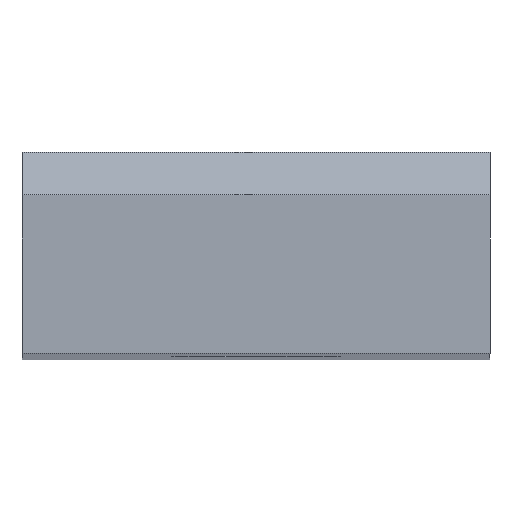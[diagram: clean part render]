
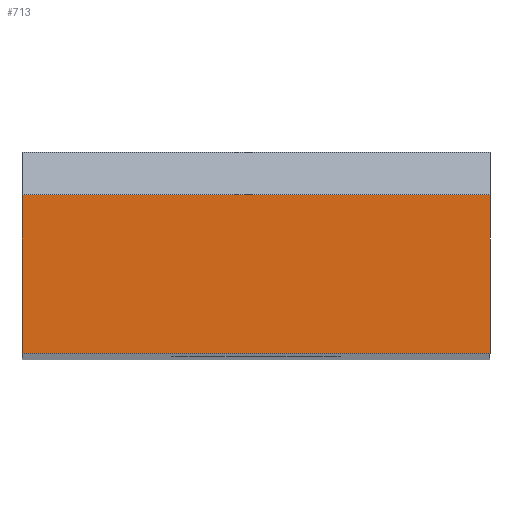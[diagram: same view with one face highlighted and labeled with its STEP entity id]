
A CAD part, top view. The second image highlights one B-rep face of the part: STEP entity #713.
In plain terms, the highlighted planar face has unit normal (0, 0, 1).
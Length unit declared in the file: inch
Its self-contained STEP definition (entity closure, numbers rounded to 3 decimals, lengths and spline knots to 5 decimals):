
#50=FACE_OUTER_BOUND('',#86,.T.);
#86=EDGE_LOOP('',(#600,#601,#602,#603));
#150=LINE('',#1075,#247);
#182=LINE('',#1137,#279);
#183=LINE('',#1140,#280);
#184=LINE('',#1141,#281);
#247=VECTOR('',#877,0.3937);
#279=VECTOR('',#933,0.3937);
#280=VECTOR('',#936,0.3937);
#281=VECTOR('',#937,0.3937);
#330=VERTEX_POINT('',#1072);
#331=VERTEX_POINT('',#1074);
#348=VERTEX_POINT('',#1132);
#350=VERTEX_POINT('',#1139);
#411=EDGE_CURVE('',#330,#331,#150,.T.);
#444=EDGE_CURVE('',#348,#331,#182,.T.);
#445=EDGE_CURVE('',#350,#348,#183,.T.);
#446=EDGE_CURVE('',#350,#330,#184,.T.);
#600=ORIENTED_EDGE('',*,*,#445,.T.);
#601=ORIENTED_EDGE('',*,*,#444,.T.);
#602=ORIENTED_EDGE('',*,*,#411,.F.);
#603=ORIENTED_EDGE('',*,*,#446,.F.);
#678=PLANE('',#772);
#713=ADVANCED_FACE('',(#50),#678,.T.);
#772=AXIS2_PLACEMENT_3D('',#1138,#934,#935);
#877=DIRECTION('',(1.,0.,0.));
#933=DIRECTION('',(0.,1.,0.));
#934=DIRECTION('center_axis',(0.,0.,1.));
#935=DIRECTION('ref_axis',(1.,0.,0.));
#936=DIRECTION('',(1.,0.,0.));
#937=DIRECTION('',(0.,1.,0.));
#1072=CARTESIAN_POINT('',(-0.37,0.125,0.));
#1074=CARTESIAN_POINT('',(0.,0.125,0.));
#1075=CARTESIAN_POINT('',(-0.37,0.125,0.));
#1132=CARTESIAN_POINT('',(0.,0.,0.));
#1137=CARTESIAN_POINT('',(0.,0.,0.));
#1138=CARTESIAN_POINT('Origin',(-0.37,0.,0.));
#1139=CARTESIAN_POINT('',(-0.37,0.,0.));
#1140=CARTESIAN_POINT('',(-0.37,0.,0.));
#1141=CARTESIAN_POINT('',(-0.37,0.,0.));
